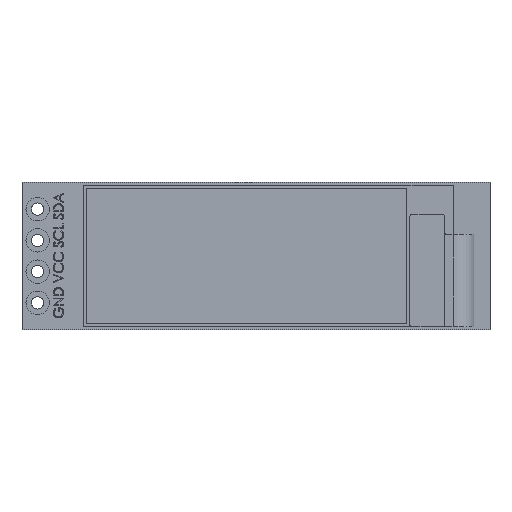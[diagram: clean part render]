
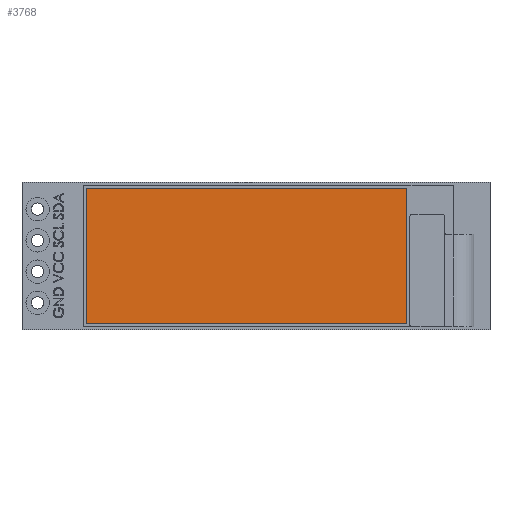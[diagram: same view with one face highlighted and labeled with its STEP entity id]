
A CAD part, top view. The second image highlights one B-rep face of the part: STEP entity #3768.
In plain terms, the highlighted planar face has unit normal (0, 0, 1).
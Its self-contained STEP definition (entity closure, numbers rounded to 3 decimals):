
#392=PLANE('',#3950);
#652=FACE_OUTER_BOUND('',#889,.T.);
#889=EDGE_LOOP('',(#3459,#3460,#3461,#3462));
#1211=LINE('',#12505,#1544);
#1212=LINE('',#12507,#1545);
#1213=LINE('',#12509,#1546);
#1214=LINE('',#12510,#1547);
#1544=VECTOR('',#4576,1000.);
#1545=VECTOR('',#4577,1000.);
#1546=VECTOR('',#4578,1000.);
#1547=VECTOR('',#4579,1000.);
#1946=VERTEX_POINT('',#12503);
#1947=VERTEX_POINT('',#12504);
#1948=VERTEX_POINT('',#12506);
#1949=VERTEX_POINT('',#12508);
#2458=EDGE_CURVE('',#1946,#1947,#1211,.T.);
#2459=EDGE_CURVE('',#1947,#1948,#1212,.T.);
#2460=EDGE_CURVE('',#1948,#1949,#1213,.T.);
#2461=EDGE_CURVE('',#1949,#1946,#1214,.T.);
#3459=ORIENTED_EDGE('',*,*,#2458,.T.);
#3460=ORIENTED_EDGE('',*,*,#2459,.T.);
#3461=ORIENTED_EDGE('',*,*,#2460,.T.);
#3462=ORIENTED_EDGE('',*,*,#2461,.T.);
#3768=ADVANCED_FACE('',(#652),#392,.T.);
#3950=AXIS2_PLACEMENT_3D('',#12502,#4574,#4575);
#4574=DIRECTION('center_axis',(0.,0.,1.));
#4575=DIRECTION('ref_axis',(1.,0.,0.));
#4576=DIRECTION('',(0.,1.,0.));
#4577=DIRECTION('',(-1.,0.,0.));
#4578=DIRECTION('',(0.,-1.,0.));
#4579=DIRECTION('',(1.,0.,0.));
#12502=CARTESIAN_POINT('Origin',(0.,0.,2.9));
#12503=CARTESIAN_POINT('',(12.25,-5.5,2.9));
#12504=CARTESIAN_POINT('',(12.25,5.5,2.9));
#12505=CARTESIAN_POINT('',(12.25,5.5,2.9));
#12506=CARTESIAN_POINT('',(-13.75,5.5,2.9));
#12507=CARTESIAN_POINT('',(-13.75,5.5,2.9));
#12508=CARTESIAN_POINT('',(-13.75,-5.5,2.9));
#12509=CARTESIAN_POINT('',(-13.75,5.5,2.9));
#12510=CARTESIAN_POINT('',(-13.75,-5.5,2.9));
